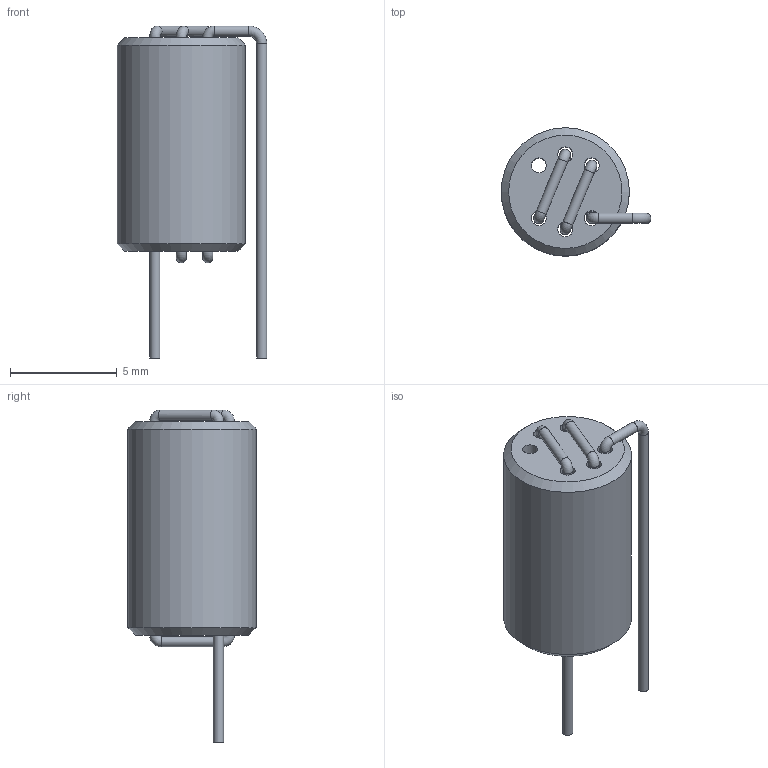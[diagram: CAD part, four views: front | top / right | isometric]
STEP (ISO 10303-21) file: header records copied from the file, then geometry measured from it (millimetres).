
FILE_DESCRIPTION(/* description */ ('Unknown'),/* implementation_level */ '2;1');
FILE_NAME(/* name */ 'FB_Wurth_WE-UKW_74275010',/* time_stamp */ '2025-09-10T15:26:11+08:00',/* author */ ('Unknown'),/* organization */ ('Unknown'),/* preprocessor_version */ 'ST-DEVELOPER v19.4',/* originating_system */ 'Solid Edge',/* authorisation */ 'Unknown');
FILE_SCHEMA (('AUTOMOTIVE_DESIGN {1 0 10303 214 3 1 1}'));
Length unit declared in the file: millimetre
Products named in the file (2): FB_Wurth_WE-UKW_74275010
Assembly tree (1 placements, depth 2):
  FB_Wurth_WE-UKW_74275010
    FB_Wurth_WE-UKW_74275010
Bounding box: 7 x 6 x 15.54 mm (x, y, z)
Volume: 273.1 mm3; surface area: 495.2 mm2
Topology: 2 solids, 2 shells, 34 faces, 72 edges, 42 vertices
Faces by surface type: cylinder 18, torus 10, plane 4, cone 2
Full cylindrical faces by diameter (mm): 0.48 x11, 0.7 x6, 6 x1
Entity records: 803 total; most frequent: DIRECTION 148, CARTESIAN_POINT 112, ORIENTED_EDGE 76, EDGE_LOOP 76, FACE_BOUND 76, AXIS2_PLACEMENT_3D 74, EDGE_CURVE 38, VERTEX_POINT 38
